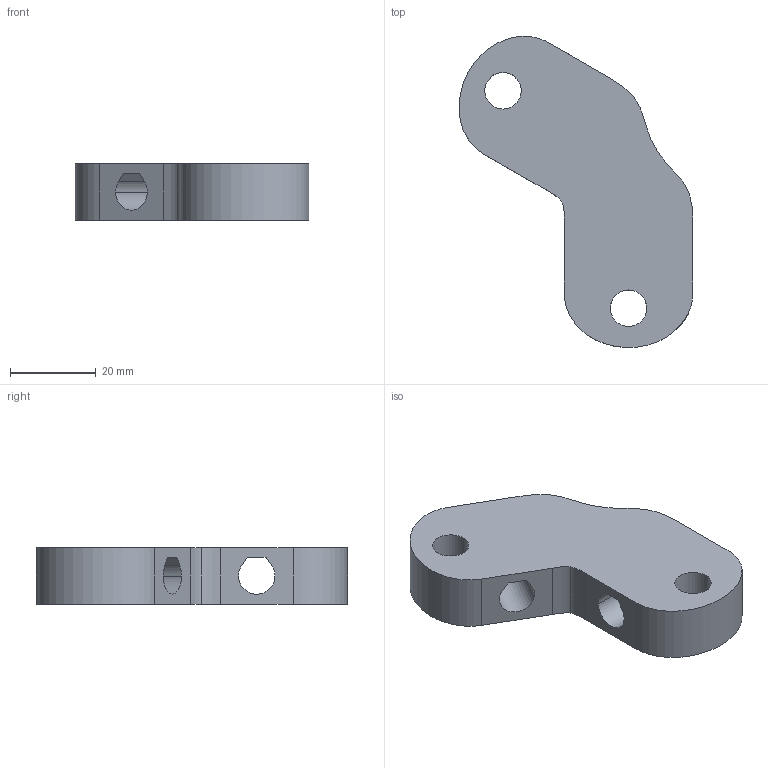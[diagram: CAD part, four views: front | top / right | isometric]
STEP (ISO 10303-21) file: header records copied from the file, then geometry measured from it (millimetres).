
FILE_DESCRIPTION (( 'STEP AP203' ), '1' );
FILE_NAME ('Frame-vertex.STEP', '2016-06-02T16:42:41', ( '' ), ( '' ), 'SwSTEP 2.0', 'SolidWorks 2015', '' );
FILE_SCHEMA (( 'CONFIG_CONTROL_DESIGN' ));
Length unit declared in the file: millimetre
Products named in the file (1): Frame-vertex
Bounding box: 54.49 x 72.51 x 13.2 mm (x, y, z)
Volume: 24929 mm3; surface area: 9114 mm2
Topology: 1 solids, 1 shells, 28 faces, 78 edges, 52 vertices
Faces by surface type: plane 12, cylinder 10, bspline 6
Entity records: 1025 total; most frequent: CARTESIAN_POINT 237, ORIENTED_EDGE 156, DIRECTION 132, EDGE_CURVE 78, VERTEX_POINT 52, VECTOR 46, LINE 46, AXIS2_PLACEMENT_3D 43
